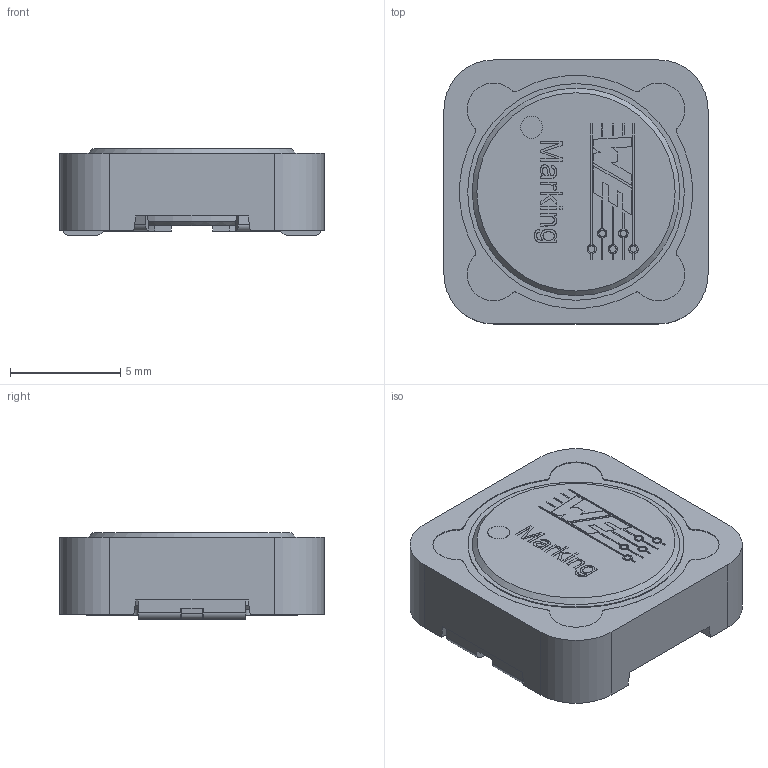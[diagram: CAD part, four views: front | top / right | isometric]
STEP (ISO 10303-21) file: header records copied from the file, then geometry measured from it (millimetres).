
FILE_DESCRIPTION(/* description */ ('Unknown'),/* implementation_level */ '2;1');
FILE_NAME(/* name */ 'L_Wurth_WE-PD_1245',/* time_stamp */ '2022-03-08T13:10:05+08:00',/* author */ ('Unknown'),/* organization */ ('Unknown'),/* preprocessor_version */ 'ST-DEVELOPER v16.7',/* originating_system */ 'Solid Edge',/* authorisation */ 'Unknown');
FILE_SCHEMA (('AUTOMOTIVE_DESIGN {1 0 10303 214 3 1 1}'));
Length unit declared in the file: millimetre
Products named in the file (2): L_Wurth_WE-PD_1245
Assembly tree (1 placements, depth 2):
  L_Wurth_WE-PD_1245
    L_Wurth_WE-PD_1245
Bounding box: 12 x 12 x 3.96 mm (x, y, z)
Volume: 314.9 mm3; surface area: 800.2 mm2
Topology: 1 solids, 1 shells, 420 faces, 1173 edges, 774 vertices
Faces by surface type: plane 282, cylinder 104, bspline 30, cone 2, sphere 1, torus 1
Full cylindrical faces by diameter (mm): 1 x1, 5 x1, 9.85 x2
Entity records: 17054 total; most frequent: CARTESIAN_POINT 3265, ORIENTED_EDGE 2314, DIRECTION 2136, EDGE_CURVE 1157, LINE 832, VECTOR 832, VERTEX_POINT 771, AXIS2_PLACEMENT_3D 652
